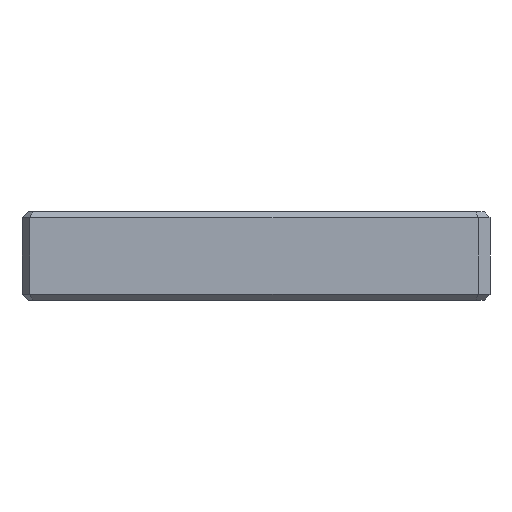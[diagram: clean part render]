
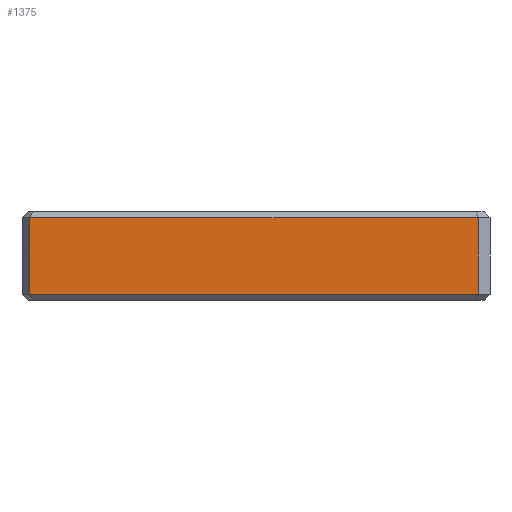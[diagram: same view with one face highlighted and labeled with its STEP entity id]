
A CAD part, front view. The second image highlights one B-rep face of the part: STEP entity #1375.
In plain terms, the highlighted planar face has unit normal (0, -1, 0).
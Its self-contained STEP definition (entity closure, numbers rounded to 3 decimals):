
#65=FACE_OUTER_BOUND('',#152,.T.);
#152=EDGE_LOOP('',(#1063,#1064,#1065,#1066));
#287=LINE('',#2055,#476);
#309=LINE('',#2098,#498);
#311=LINE('',#2102,#500);
#312=LINE('',#2103,#501);
#476=VECTOR('',#1667,10.);
#498=VECTOR('',#1711,10.);
#500=VECTOR('',#1715,10.);
#501=VECTOR('',#1716,10.);
#636=VERTEX_POINT('',#2053);
#637=VERTEX_POINT('',#2054);
#647=VERTEX_POINT('',#2097);
#648=VERTEX_POINT('',#2101);
#773=EDGE_CURVE('',#636,#637,#287,.T.);
#795=EDGE_CURVE('',#637,#647,#309,.T.);
#797=EDGE_CURVE('',#648,#636,#311,.T.);
#798=EDGE_CURVE('',#647,#648,#312,.T.);
#1063=ORIENTED_EDGE('',*,*,#773,.F.);
#1064=ORIENTED_EDGE('',*,*,#797,.F.);
#1065=ORIENTED_EDGE('',*,*,#798,.F.);
#1066=ORIENTED_EDGE('',*,*,#795,.F.);
#1292=PLANE('',#1472);
#1375=ADVANCED_FACE('',(#65),#1292,.T.);
#1472=AXIS2_PLACEMENT_3D('',#2100,#1713,#1714);
#1667=DIRECTION('',(-1.,0.,0.));
#1711=DIRECTION('',(0.,0.,1.));
#1713=DIRECTION('center_axis',(0.,-1.,0.));
#1714=DIRECTION('ref_axis',(1.,0.,0.));
#1715=DIRECTION('',(0.,0.,-1.));
#1716=DIRECTION('',(1.,0.,0.));
#2053=CARTESIAN_POINT('',(78.,0.,1.));
#2054=CARTESIAN_POINT('',(2.,0.,1.));
#2055=CARTESIAN_POINT('',(20.,0.,1.));
#2097=CARTESIAN_POINT('',(2.,0.,14.));
#2098=CARTESIAN_POINT('',(2.,0.,0.));
#2100=CARTESIAN_POINT('Origin',(0.,0.,0.));
#2101=CARTESIAN_POINT('',(78.,0.,14.));
#2102=CARTESIAN_POINT('',(78.,0.,0.));
#2103=CARTESIAN_POINT('',(20.,0.,14.));
